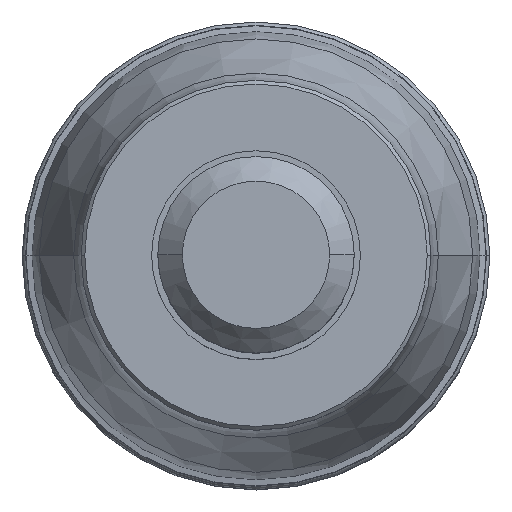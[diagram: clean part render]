
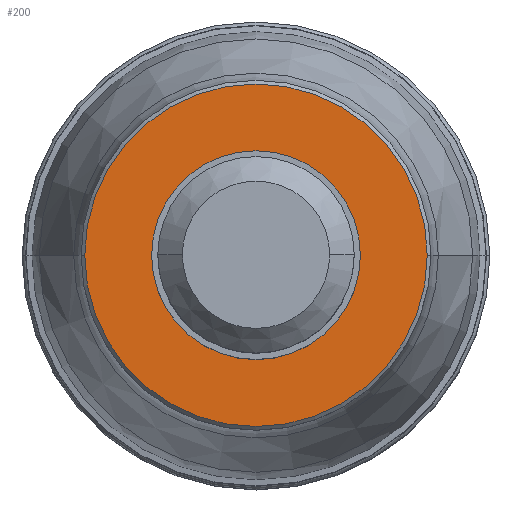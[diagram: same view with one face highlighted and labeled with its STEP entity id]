
A CAD part, top view. The second image highlights one B-rep face of the part: STEP entity #200.
In plain terms, the highlighted planar face has unit normal (0, 0, 1).
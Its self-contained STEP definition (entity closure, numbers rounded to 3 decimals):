
#28=PLANE('',#1648);
#33=FACE_BOUND('',#389,.T.);
#34=FACE_BOUND('',#390,.T.);
#200=ADVANCED_FACE('',(#33,#34),#28,.F.);
#389=EDGE_LOOP('',(#657,#658,#659,#660));
#390=EDGE_LOOP('',(#661,#662));
#657=ORIENTED_EDGE('',*,*,#1047,.T.);
#658=ORIENTED_EDGE('',*,*,#1051,.T.);
#659=ORIENTED_EDGE('',*,*,#1050,.T.);
#660=ORIENTED_EDGE('',*,*,#1048,.T.);
#661=ORIENTED_EDGE('',*,*,#1052,.T.);
#662=ORIENTED_EDGE('',*,*,#1053,.T.);
#882=VERTEX_POINT('',#3549);
#883=VERTEX_POINT('',#3551);
#884=VERTEX_POINT('',#3553);
#885=VERTEX_POINT('',#3557);
#886=VERTEX_POINT('',#3561);
#887=VERTEX_POINT('',#3562);
#1047=EDGE_CURVE('',#883,#882,#1271,.T.);
#1048=EDGE_CURVE('',#884,#883,#1272,.T.);
#1050=EDGE_CURVE('',#885,#884,#1273,.T.);
#1051=EDGE_CURVE('',#882,#885,#1274,.T.);
#1052=EDGE_CURVE('',#886,#887,#1275,.T.);
#1053=EDGE_CURVE('',#887,#886,#1276,.T.);
#1271=CIRCLE('',#1640,13.95);
#1272=CIRCLE('',#1641,13.95);
#1273=CIRCLE('',#1643,13.95);
#1274=CIRCLE('',#1644,13.95);
#1275=CIRCLE('',#1646,8.5);
#1276=CIRCLE('',#1647,8.5);
#1640=AXIS2_PLACEMENT_3D('',#3550,#2001,#2002);
#1641=AXIS2_PLACEMENT_3D('',#3552,#2003,#2004);
#1643=AXIS2_PLACEMENT_3D('',#3556,#2008,#2009);
#1644=AXIS2_PLACEMENT_3D('',#3558,#2010,#2011);
#1646=AXIS2_PLACEMENT_3D('',#3560,#2014,#2015);
#1647=AXIS2_PLACEMENT_3D('',#3563,#2016,#2017);
#1648=AXIS2_PLACEMENT_3D('',#3564,#2018,#2019);
#2001=DIRECTION('',(0.,0.,1.));
#2002=DIRECTION('',(0.,1.,0.));
#2003=DIRECTION('',(0.,0.,1.));
#2004=DIRECTION('',(1.,0.,0.));
#2008=DIRECTION('',(0.,0.,1.));
#2009=DIRECTION('',(0.,-1.,0.));
#2010=DIRECTION('',(0.,0.,1.));
#2011=DIRECTION('',(-1.,0.,0.));
#2014=DIRECTION('',(0.,0.,-1.));
#2015=DIRECTION('',(-1.,0.,0.));
#2016=DIRECTION('',(0.,0.,-1.));
#2017=DIRECTION('',(1.,0.,0.));
#2018=DIRECTION('',(0.,0.,-1.));
#2019=DIRECTION('',(1.,0.,0.));
#3549=CARTESIAN_POINT('',(-13.95,0.,0.));
#3550=CARTESIAN_POINT('',(0.,0.,0.));
#3551=CARTESIAN_POINT('',(0.,13.95,0.));
#3552=CARTESIAN_POINT('',(0.,0.,0.));
#3553=CARTESIAN_POINT('',(13.95,0.,0.));
#3556=CARTESIAN_POINT('',(0.,0.,0.));
#3557=CARTESIAN_POINT('',(0.,-13.95,0.));
#3558=CARTESIAN_POINT('',(0.,0.,0.));
#3560=CARTESIAN_POINT('',(0.,0.,0.));
#3561=CARTESIAN_POINT('',(-8.5,0.,0.));
#3562=CARTESIAN_POINT('',(8.5,0.,0.));
#3563=CARTESIAN_POINT('',(0.,0.,0.));
#3564=CARTESIAN_POINT('',(0.,0.,0.));
